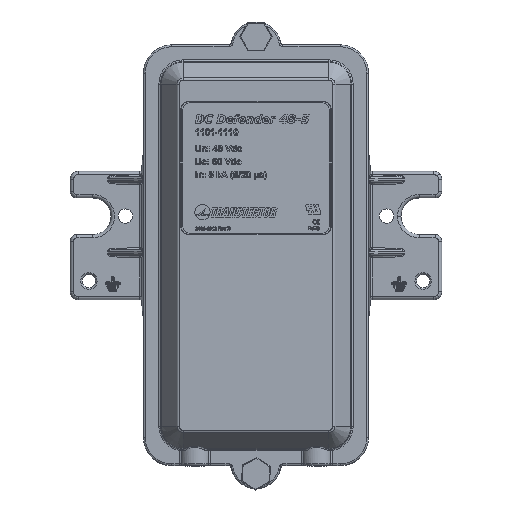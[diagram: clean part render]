
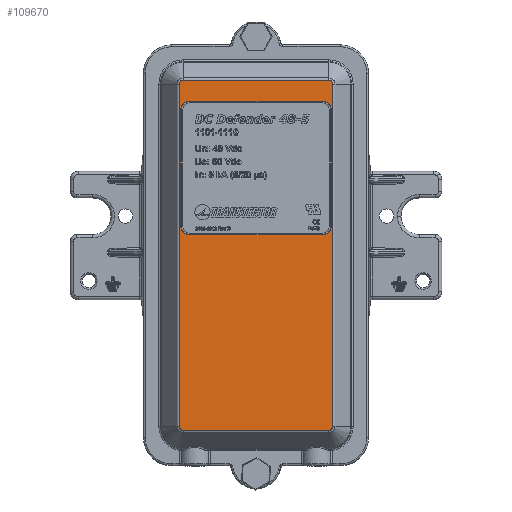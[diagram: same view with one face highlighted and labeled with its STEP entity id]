
A CAD part, top view. The second image highlights one B-rep face of the part: STEP entity #109670.
In plain terms, the highlighted face is planar.
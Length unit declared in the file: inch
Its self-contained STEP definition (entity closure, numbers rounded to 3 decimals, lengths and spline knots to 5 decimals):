
#1541 = DIRECTION ( 'NONE',  ( 0., 0., 1. ) ) ;
#3316 = LINE ( 'NONE', #116279, #186880 ) ;
#4517 = EDGE_CURVE ( 'NONE', #5899, #93028, #35784, .T. ) ;
#5185 = ORIENTED_EDGE ( 'NONE', *, *, #61323, .T. ) ;
#5899 = VERTEX_POINT ( 'NONE', #55712 ) ;
#6142 = AXIS2_PLACEMENT_3D ( 'NONE', #186556, #143489, #83368 ) ;
#6474 = VECTOR ( 'NONE', #43036, 39.37008 ) ;
#8130 = EDGE_CURVE ( 'NONE', #171682, #12333, #158782, .T. ) ;
#8763 = CARTESIAN_POINT ( 'NONE',  ( -1.87126, 0.37402, 1.15287 ) ) ;
#9682 = DIRECTION ( 'NONE',  ( 0., 0., 1. ) ) ;
#10270 = VERTEX_POINT ( 'NONE', #140475 ) ;
#11534 = DIRECTION ( 'NONE',  ( 1., 0., 0. ) ) ;
#12333 = VERTEX_POINT ( 'NONE', #158325 ) ;
#12732 = ORIENTED_EDGE ( 'NONE', *, *, #166531, .T. ) ;
#14956 = EDGE_CURVE ( 'NONE', #12333, #156184, #121377, .T. ) ;
#15316 = EDGE_CURVE ( 'NONE', #169911, #140314, #125871, .T. ) ;
#17342 = CARTESIAN_POINT ( 'NONE',  ( -1.93258, 0.37402, -1.11614 ) ) ;
#18599 = DIRECTION ( 'NONE',  ( 0., 0., -1. ) ) ;
#21291 = VERTEX_POINT ( 'NONE', #186242 ) ;
#22950 = VECTOR ( 'NONE', #115958, 39.37008 ) ;
#24199 = EDGE_CURVE ( 'NONE', #70175, #171682, #99688, .T. ) ;
#26798 = PLANE ( 'NONE',  #64424 ) ;
#26890 = ORIENTED_EDGE ( 'NONE', *, *, #8130, .T. ) ;
#27979 = CARTESIAN_POINT ( 'NONE',  ( 3.43258, 0.37402, -1.11614 ) ) ;
#28481 = VERTEX_POINT ( 'NONE', #169992 ) ;
#30089 = EDGE_CURVE ( 'NONE', #21291, #70175, #117584, .T. ) ;
#30198 = LINE ( 'NONE', #17342, #95751 ) ;
#31117 = VERTEX_POINT ( 'NONE', #117690 ) ;
#35053 = EDGE_CURVE ( 'NONE', #31117, #10270, #48563, .T. ) ;
#35784 = LINE ( 'NONE', #8763, #185319 ) ;
#39888 = CARTESIAN_POINT ( 'NONE',  ( 1.06331, 0.37402, -1.11614 ) ) ;
#40040 = CARTESIAN_POINT ( 'NONE',  ( -1.87126, 0.37402, -1.15287 ) ) ;
#43036 = DIRECTION ( 'NONE',  ( -1., 0., 0. ) ) ;
#43058 = CARTESIAN_POINT ( 'NONE',  ( 2.98063, 0.37402, -1.15287 ) ) ;
#44101 = DIRECTION ( 'NONE',  ( 0., 0., -1. ) ) ;
#47052 = AXIS2_PLACEMENT_3D ( 'NONE', #134803, #60788, #90488 ) ;
#48487 = DIRECTION ( 'NONE',  ( 0., -1., 0. ) ) ;
#48563 = CIRCLE ( 'NONE', #175838, 0.06132 ) ;
#48841 = EDGE_LOOP ( 'NONE', ( #175600, #111693, #5185, #85589, #53954, #159895, #78690, #132330 ) ) ;
#51369 = CARTESIAN_POINT ( 'NONE',  ( -1.93258, 0.37402, -1.11614 ) ) ;
#53342 = CARTESIAN_POINT ( 'NONE',  ( 2.98063, 0.37402, 1.02689 ) ) ;
#53954 = ORIENTED_EDGE ( 'NONE', *, *, #160707, .T. ) ;
#54564 = DIRECTION ( 'NONE',  ( 0., 0., -1. ) ) ;
#55232 = AXIS2_PLACEMENT_3D ( 'NONE', #62571, #177099, #90393 ) ;
#55410 = CARTESIAN_POINT ( 'NONE',  ( -1.87126, 0.37402, -1.11614 ) ) ;
#55712 = CARTESIAN_POINT ( 'NONE',  ( 2.98063, 0.37402, 1.15287 ) ) ;
#60788 = DIRECTION ( 'NONE',  ( 0., -1., 0. ) ) ;
#61323 = EDGE_CURVE ( 'NONE', #107769, #31117, #30198, .T. ) ;
#62571 = CARTESIAN_POINT ( 'NONE',  ( -1.87126, 0.37402, -1.11614 ) ) ;
#64383 = CIRCLE ( 'NONE', #119982, 0.12598 ) ;
#64424 = AXIS2_PLACEMENT_3D ( 'NONE', #55410, #128068, #84399 ) ;
#66041 = VERTEX_POINT ( 'NONE', #71092 ) ;
#67470 = ORIENTED_EDGE ( 'NONE', *, *, #24199, .T. ) ;
#70175 = VERTEX_POINT ( 'NONE', #85237 ) ;
#71092 = CARTESIAN_POINT ( 'NONE',  ( 3.43258, 0.37402, 1.11614 ) ) ;
#78690 = ORIENTED_EDGE ( 'NONE', *, *, #140703, .T. ) ;
#83368 = DIRECTION ( 'NONE',  ( 0., 0., -1. ) ) ;
#84399 = DIRECTION ( 'NONE',  ( 0., 0., -1. ) ) ;
#85237 = CARTESIAN_POINT ( 'NONE',  ( 1.18929, 0.37402, -1.15287 ) ) ;
#85589 = ORIENTED_EDGE ( 'NONE', *, *, #35053, .T. ) ;
#85696 = LINE ( 'NONE', #100528, #6474 ) ;
#86168 = DIRECTION ( 'NONE',  ( 0., 0., -1. ) ) ;
#88670 = LINE ( 'NONE', #114097, #22950 ) ;
#88912 = LINE ( 'NONE', #39888, #177385 ) ;
#90393 = DIRECTION ( 'NONE',  ( 0., 0., -1. ) ) ;
#90488 = DIRECTION ( 'NONE',  ( 0., 0., -1. ) ) ;
#91826 = DIRECTION ( 'NONE',  ( 0., 0., -1. ) ) ;
#93028 = VERTEX_POINT ( 'NONE', #114041 ) ;
#94215 = ORIENTED_EDGE ( 'NONE', *, *, #4517, .T. ) ;
#94906 = DIRECTION ( 'NONE',  ( -1., 0., 0. ) ) ;
#95751 = VECTOR ( 'NONE', #1541, 39.37008 ) ;
#98058 = ORIENTED_EDGE ( 'NONE', *, *, #161885, .T. ) ;
#98169 = AXIS2_PLACEMENT_3D ( 'NONE', #129245, #100680, #86168 ) ;
#98466 = EDGE_CURVE ( 'NONE', #110586, #107769, #101743, .T. ) ;
#99688 = LINE ( 'NONE', #40040, #174586 ) ;
#99809 = CARTESIAN_POINT ( 'NONE',  ( 3.10662, 0.37402, 1.02689 ) ) ;
#100528 = CARTESIAN_POINT ( 'NONE',  ( -1.87126, 0.37402, -1.17746 ) ) ;
#100680 = DIRECTION ( 'NONE',  ( 0., 1., 0. ) ) ;
#101743 = CIRCLE ( 'NONE', #55232, 0.06132 ) ;
#102357 = DIRECTION ( 'NONE',  ( 1., 0., 0. ) ) ;
#102802 = FACE_OUTER_BOUND ( 'NONE', #48841, .T. ) ;
#103830 = DIRECTION ( 'NONE',  ( 0., 1., 0. ) ) ;
#105083 = CARTESIAN_POINT ( 'NONE',  ( -1.87126, 0.37402, -1.17746 ) ) ;
#105339 = CARTESIAN_POINT ( 'NONE',  ( 1.18929, 0.37402, 1.02689 ) ) ;
#107769 = VERTEX_POINT ( 'NONE', #51369 ) ;
#109462 = FACE_BOUND ( 'NONE', #116371, .T. ) ;
#109670 = ADVANCED_FACE ( 'NONE', ( #102802, #109462 ), #26798, .F. ) ;
#110586 = VERTEX_POINT ( 'NONE', #105083 ) ;
#110708 = CARTESIAN_POINT ( 'NONE',  ( 3.37126, 0.37402, -1.17746 ) ) ;
#110949 = ORIENTED_EDGE ( 'NONE', *, *, #14956, .T. ) ;
#111693 = ORIENTED_EDGE ( 'NONE', *, *, #98466, .T. ) ;
#113409 = AXIS2_PLACEMENT_3D ( 'NONE', #131375, #144059, #44101 ) ;
#114041 = CARTESIAN_POINT ( 'NONE',  ( 1.18929, 0.37402, 1.15287 ) ) ;
#114097 = CARTESIAN_POINT ( 'NONE',  ( 3.43258, 0.37402, -1.11614 ) ) ;
#115958 = DIRECTION ( 'NONE',  ( 0., 0., -1. ) ) ;
#116279 = CARTESIAN_POINT ( 'NONE',  ( -1.87126, 0.37402, 1.17746 ) ) ;
#116371 = EDGE_LOOP ( 'NONE', ( #26890, #110949, #127188, #94215, #98058, #12732, #183128, #67470 ) ) ;
#117584 = CIRCLE ( 'NONE', #47052, 0.12598 ) ;
#117690 = CARTESIAN_POINT ( 'NONE',  ( -1.93258, 0.37402, 1.11614 ) ) ;
#119982 = AXIS2_PLACEMENT_3D ( 'NONE', #53342, #168487, #182997 ) ;
#121377 = LINE ( 'NONE', #140105, #155373 ) ;
#125871 = CIRCLE ( 'NONE', #6142, 0.06132 ) ;
#126864 = CIRCLE ( 'NONE', #156764, 0.12598 ) ;
#127188 = ORIENTED_EDGE ( 'NONE', *, *, #185585, .T. ) ;
#128068 = DIRECTION ( 'NONE',  ( 0., -1., 0. ) ) ;
#129245 = CARTESIAN_POINT ( 'NONE',  ( 3.37126, 0.37402, 1.11614 ) ) ;
#131375 = CARTESIAN_POINT ( 'NONE',  ( 2.98063, 0.37402, -1.02689 ) ) ;
#132330 = ORIENTED_EDGE ( 'NONE', *, *, #15316, .T. ) ;
#132447 = CIRCLE ( 'NONE', #98169, 0.06132 ) ;
#134803 = CARTESIAN_POINT ( 'NONE',  ( 1.18929, 0.37402, -1.02689 ) ) ;
#140105 = CARTESIAN_POINT ( 'NONE',  ( 3.10662, 0.37402, -1.11614 ) ) ;
#140180 = VERTEX_POINT ( 'NONE', #154431 ) ;
#140314 = VERTEX_POINT ( 'NONE', #110708 ) ;
#140475 = CARTESIAN_POINT ( 'NONE',  ( -1.87126, 0.37402, 1.17746 ) ) ;
#140703 = EDGE_CURVE ( 'NONE', #66041, #169911, #88670, .T. ) ;
#142056 = EDGE_CURVE ( 'NONE', #140314, #110586, #85696, .T. ) ;
#143489 = DIRECTION ( 'NONE',  ( 0., 1., 0. ) ) ;
#143690 = EDGE_CURVE ( 'NONE', #28481, #66041, #132447, .T. ) ;
#144059 = DIRECTION ( 'NONE',  ( 0., -1., 0. ) ) ;
#154431 = CARTESIAN_POINT ( 'NONE',  ( 1.06331, 0.37402, 1.02689 ) ) ;
#155373 = VECTOR ( 'NONE', #9682, 39.37008 ) ;
#156184 = VERTEX_POINT ( 'NONE', #99809 ) ;
#156764 = AXIS2_PLACEMENT_3D ( 'NONE', #105339, #48487, #18599 ) ;
#158325 = CARTESIAN_POINT ( 'NONE',  ( 3.10662, 0.37402, -1.02689 ) ) ;
#158782 = CIRCLE ( 'NONE', #113409, 0.12598 ) ;
#159895 = ORIENTED_EDGE ( 'NONE', *, *, #143690, .T. ) ;
#160707 = EDGE_CURVE ( 'NONE', #10270, #28481, #3316, .T. ) ;
#161885 = EDGE_CURVE ( 'NONE', #93028, #140180, #126864, .T. ) ;
#162182 = CARTESIAN_POINT ( 'NONE',  ( -1.87126, 0.37402, 1.11614 ) ) ;
#166531 = EDGE_CURVE ( 'NONE', #140180, #21291, #88912, .T. ) ;
#168487 = DIRECTION ( 'NONE',  ( 0., -1., 0. ) ) ;
#169911 = VERTEX_POINT ( 'NONE', #27979 ) ;
#169992 = CARTESIAN_POINT ( 'NONE',  ( 3.37126, 0.37402, 1.17746 ) ) ;
#171682 = VERTEX_POINT ( 'NONE', #43058 ) ;
#174586 = VECTOR ( 'NONE', #11534, 39.37008 ) ;
#175600 = ORIENTED_EDGE ( 'NONE', *, *, #142056, .T. ) ;
#175838 = AXIS2_PLACEMENT_3D ( 'NONE', #162182, #103830, #91826 ) ;
#177099 = DIRECTION ( 'NONE',  ( 0., 1., 0. ) ) ;
#177385 = VECTOR ( 'NONE', #54564, 39.37008 ) ;
#182997 = DIRECTION ( 'NONE',  ( 0., 0., -1. ) ) ;
#183128 = ORIENTED_EDGE ( 'NONE', *, *, #30089, .T. ) ;
#185319 = VECTOR ( 'NONE', #94906, 39.37008 ) ;
#185585 = EDGE_CURVE ( 'NONE', #156184, #5899, #64383, .T. ) ;
#186242 = CARTESIAN_POINT ( 'NONE',  ( 1.06331, 0.37402, -1.02689 ) ) ;
#186556 = CARTESIAN_POINT ( 'NONE',  ( 3.37126, 0.37402, -1.11614 ) ) ;
#186880 = VECTOR ( 'NONE', #102357, 39.37008 ) ;
